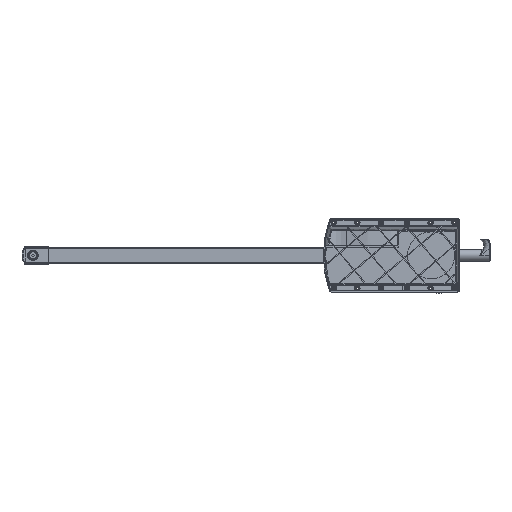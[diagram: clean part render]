
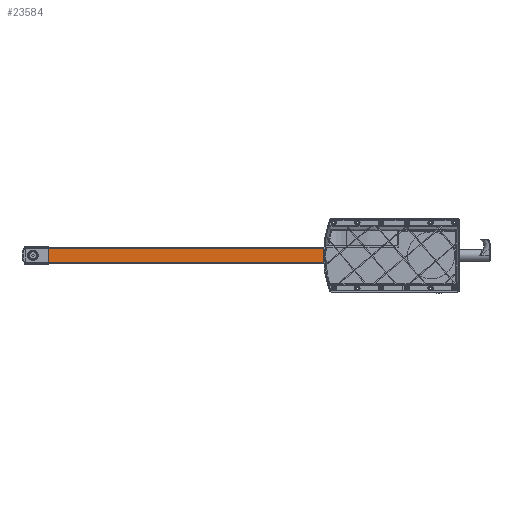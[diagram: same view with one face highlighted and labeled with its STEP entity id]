
A CAD part, left-side view. The second image highlights one B-rep face of the part: STEP entity #23584.
In plain terms, the highlighted planar face has unit normal (-1, 0, 0).
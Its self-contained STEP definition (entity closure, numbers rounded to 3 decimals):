
#1179=FACE_BOUND('',#3780,.T.);
#1180=FACE_BOUND('',#3781,.T.);
#1444=CIRCLE('',#25449,5.);
#1446=CIRCLE('',#25452,5.);
#2429=FACE_OUTER_BOUND('',#3779,.T.);
#3779=EDGE_LOOP('',(#17754,#17755,#17756,#17757));
#3780=EDGE_LOOP('',(#17758,#17759,#17760,#17761,#17762));
#3781=EDGE_LOOP('',(#17763));
#5647=LINE('',#37192,#8074);
#5652=LINE('',#37209,#8079);
#5656=LINE('',#37222,#8083);
#5666=LINE('',#37252,#8093);
#5671=LINE('',#37262,#8098);
#5673=LINE('',#37266,#8100);
#5675=LINE('',#37269,#8102);
#5676=LINE('',#37271,#8103);
#8074=VECTOR('',#28907,10.);
#8079=VECTOR('',#28922,10.);
#8083=VECTOR('',#28936,10.);
#8093=VECTOR('',#28966,10.);
#8098=VECTOR('',#28975,10.);
#8100=VECTOR('',#28979,10.);
#8102=VECTOR('',#28983,10.);
#8103=VECTOR('',#28986,10.);
#10372=VERTEX_POINT('',#37189);
#10373=VERTEX_POINT('',#37191);
#10380=VERTEX_POINT('',#37207);
#10384=VERTEX_POINT('',#37220);
#10387=VERTEX_POINT('',#37233);
#10389=VERTEX_POINT('',#37236);
#10391=VERTEX_POINT('',#37242);
#10394=VERTEX_POINT('',#37250);
#10397=VERTEX_POINT('',#37261);
#10398=VERTEX_POINT('',#37265);
#13024=EDGE_CURVE('',#10372,#10373,#5647,.T.);
#13033=EDGE_CURVE('',#10372,#10380,#5652,.T.);
#13039=EDGE_CURVE('',#10384,#10380,#5656,.T.);
#13046=EDGE_CURVE('',#10389,#10387,#1444,.T.);
#13049=EDGE_CURVE('',#10391,#10391,#1446,.T.);
#13054=EDGE_CURVE('',#10387,#10394,#5666,.T.);
#13059=EDGE_CURVE('',#10394,#10397,#5671,.T.);
#13061=EDGE_CURVE('',#10397,#10398,#5673,.T.);
#13063=EDGE_CURVE('',#10398,#10389,#5675,.T.);
#13064=EDGE_CURVE('',#10384,#10373,#5676,.T.);
#17754=ORIENTED_EDGE('',*,*,#13024,.F.);
#17755=ORIENTED_EDGE('',*,*,#13033,.T.);
#17756=ORIENTED_EDGE('',*,*,#13039,.F.);
#17757=ORIENTED_EDGE('',*,*,#13064,.T.);
#17758=ORIENTED_EDGE('',*,*,#13046,.T.);
#17759=ORIENTED_EDGE('',*,*,#13054,.T.);
#17760=ORIENTED_EDGE('',*,*,#13059,.T.);
#17761=ORIENTED_EDGE('',*,*,#13061,.T.);
#17762=ORIENTED_EDGE('',*,*,#13063,.T.);
#17763=ORIENTED_EDGE('',*,*,#13049,.T.);
#22603=PLANE('',#25459);
#23584=ADVANCED_FACE('',(#2429,#1179,#1180),#22603,.T.);
#25449=AXIS2_PLACEMENT_3D('',#37237,#28950,#28951);
#25452=AXIS2_PLACEMENT_3D('',#37243,#28957,#28958);
#25459=AXIS2_PLACEMENT_3D('',#37270,#28984,#28985);
#28907=DIRECTION('',(0.,1.,0.));
#28922=DIRECTION('',(0.,0.,1.));
#28936=DIRECTION('',(0.,-1.,0.));
#28950=DIRECTION('center_axis',(1.,0.,0.));
#28951=DIRECTION('ref_axis',(0.,0.,-1.));
#28957=DIRECTION('center_axis',(1.,0.,0.));
#28958=DIRECTION('ref_axis',(0.,0.,-1.));
#28966=DIRECTION('',(0.,-0.707,0.707));
#28975=DIRECTION('',(0.,-0.707,-0.707));
#28979=DIRECTION('',(0.,0.707,-0.707));
#28983=DIRECTION('',(0.,0.707,0.707));
#28984=DIRECTION('center_axis',(-1.,0.,0.));
#28985=DIRECTION('ref_axis',(0.,0.,1.));
#28986=DIRECTION('',(0.,0.,-1.));
#37189=CARTESIAN_POINT('',(-238.,-16.,-13.));
#37191=CARTESIAN_POINT('',(-238.,774.,-13.));
#37192=CARTESIAN_POINT('',(-238.,181.5,-13.));
#37207=CARTESIAN_POINT('',(-238.,-16.,13.));
#37209=CARTESIAN_POINT('',(-238.,-16.,-15.));
#37220=CARTESIAN_POINT('',(-238.,774.,13.));
#37222=CARTESIAN_POINT('',(-238.,576.5,13.));
#37233=CARTESIAN_POINT('',(-238.,762.651,3.713));
#37236=CARTESIAN_POINT('',(-238.,762.651,-3.713));
#37237=CARTESIAN_POINT('Origin',(-238.,766.,0.));
#37242=CARTESIAN_POINT('',(-238.,-1.,5.));
#37243=CARTESIAN_POINT('Origin',(-238.,-1.,0.));
#37250=CARTESIAN_POINT('',(-238.,760.,6.364));
#37252=CARTESIAN_POINT('',(-238.,666.341,100.023));
#37261=CARTESIAN_POINT('',(-238.,753.636,0.));
#37262=CARTESIAN_POINT('',(-238.,659.977,-93.659));
#37265=CARTESIAN_POINT('',(-238.,760.,-6.364));
#37266=CARTESIAN_POINT('',(-238.,663.159,90.477));
#37269=CARTESIAN_POINT('',(-238.,669.523,-96.841));
#37270=CARTESIAN_POINT('Origin',(-238.,379.,0.));
#37271=CARTESIAN_POINT('',(-238.,774.,15.));
